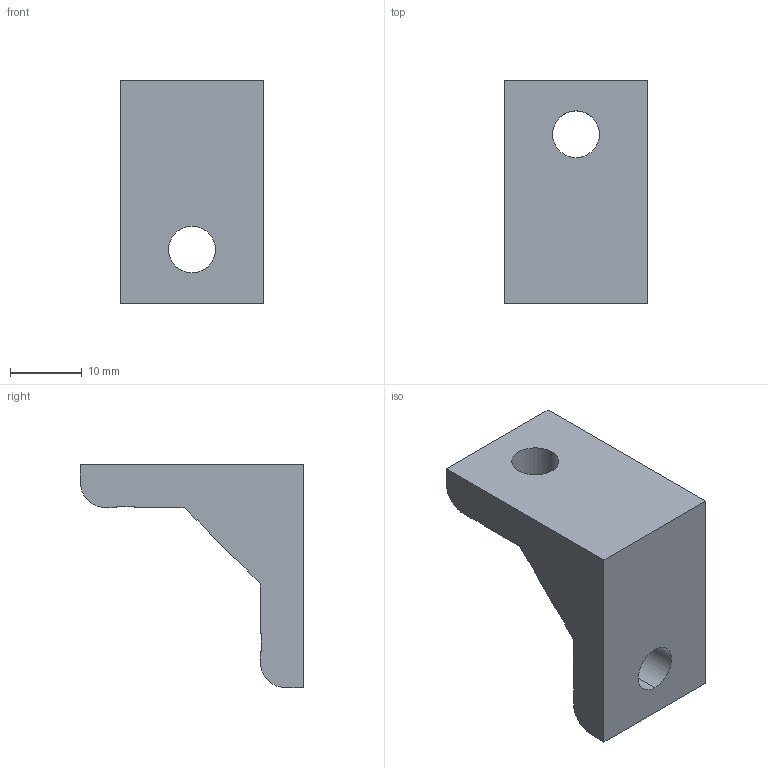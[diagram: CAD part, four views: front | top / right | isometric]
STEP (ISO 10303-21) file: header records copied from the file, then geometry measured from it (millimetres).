
FILE_DESCRIPTION (( 'STEP AP203' ), '1' );
FILE_NAME ('C30-00.STEP', '2018-04-03T10:56:16', ( 'User2' ), ( '' ), 'SwSTEP 2.0', 'SolidWorks 2007', '' );
FILE_SCHEMA (( 'CONFIG_CONTROL_DESIGN' ));
Length unit declared in the file: millimetre
Products named in the file (1): C30-00
Bounding box: 20 x 31 x 31 mm (x, y, z)
Volume: 7324.5 mm3; surface area: 3192.7 mm2
Topology: 1 solids, 1 shells, 37 faces, 109 edges, 72 vertices
Faces by surface type: plane 31, cylinder 6
Entity records: 1310 total; most frequent: CARTESIAN_POINT 219, ORIENTED_EDGE 218, DIRECTION 203, EDGE_CURVE 109, LINE 91, VECTOR 91, VERTEX_POINT 72, AXIS2_PLACEMENT_3D 56
